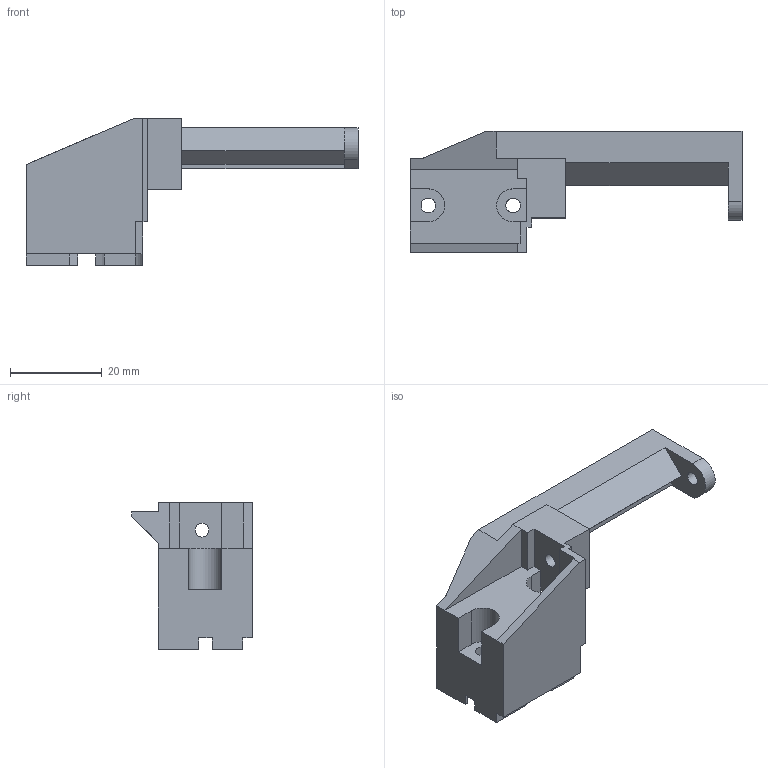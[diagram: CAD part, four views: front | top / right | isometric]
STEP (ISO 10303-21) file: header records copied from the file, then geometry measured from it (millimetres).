
FILE_DESCRIPTION(('FreeCAD Model'),'2;1');
FILE_NAME('Open CASCADE Shape Model','1974-01-01T00:00:00',(''),(''), 'Open CASCADE STEP processor 7.7','FreeCAD','Unknown');
FILE_SCHEMA(('AUTOMOTIVE_DESIGN { 1 0 10303 214 1 1 1 1 }'));
Length unit declared in the file: millimetre
Products named in the file (1): k1_hopper_fixed_block_step
Bounding box: 72.4 x 26.35 x 32 mm (x, y, z)
Volume: 14470.7 mm3; surface area: 6702.7 mm2
Topology: 1 solids, 1 shells, 70 faces, 220 edges, 149 vertices
Faces by surface type: plane 55, cylinder 15
Full cylindrical faces by diameter (mm): 3 x2, 3.2 x2
Entity records: 2476 total; most frequent: CARTESIAN_POINT 440, ORIENTED_EDGE 440, DIRECTION 408, EDGE_CURVE 220, LINE 174, VECTOR 174, VERTEX_POINT 149, AXIS2_PLACEMENT_3D 117
